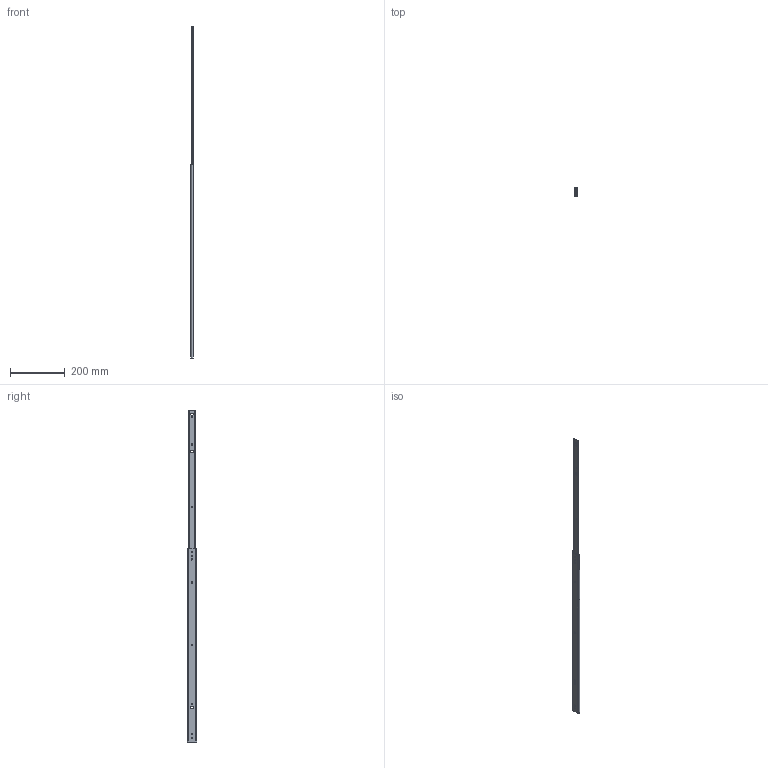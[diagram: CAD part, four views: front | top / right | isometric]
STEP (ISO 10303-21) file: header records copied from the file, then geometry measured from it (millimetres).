
FILE_DESCRIPTION (( 'STEP AP203' ), '1' );
FILE_NAME ('KC-251-28.STEP', '2015-08-11T08:14:38', ( '' ), ( '' ), 'SwSTEP 2.0', 'SolidWorks 2012', '' );
FILE_SCHEMA (( 'CONFIG_CONTROL_DESIGN' ));
Length unit declared in the file: millimetre
Products named in the file (4): KC-251-28儕僥僫乕_; KC-251-28インナーメンバー_公; KC-251-28アウターメンバー_公; KC-251-28
Assembly tree (3 placements, depth 2):
  KC-251-28
    KC-251-28アウターメンバー_公
    KC-251-28インナーメンバー_公
    KC-251-28儕僥僫乕_
Bounding box: 9.6 x 35.3 x 1217.2 mm (x, y, z)
Volume: 96091 mm3; surface area: 131735.2 mm2
Topology: 3 solids, 3 shells, 126 faces, 358 edges, 238 vertices
Faces by surface type: cylinder 64, plane 62
Entity records: 4612 total; most frequent: DIRECTION 750, CARTESIAN_POINT 728, ORIENTED_EDGE 716, EDGE_CURVE 358, AXIS2_PLACEMENT_3D 260, VERTEX_POINT 238, VECTOR 230, LINE 230
